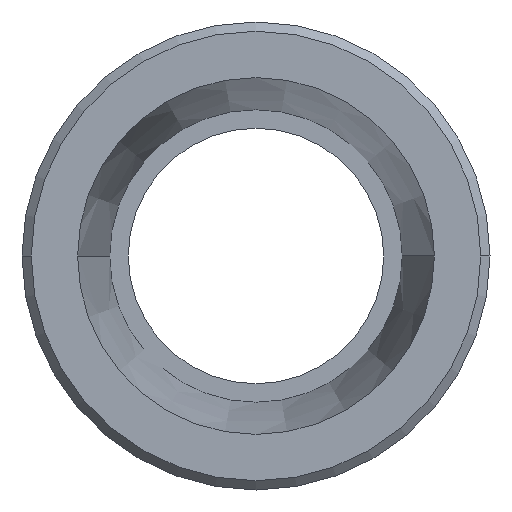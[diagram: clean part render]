
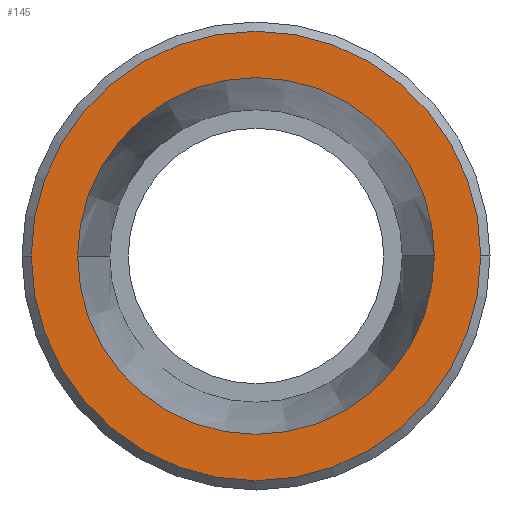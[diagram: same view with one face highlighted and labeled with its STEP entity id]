
A CAD part, left-side view. The second image highlights one B-rep face of the part: STEP entity #145.
In plain terms, the highlighted planar face has unit normal (-1, 0, 0).
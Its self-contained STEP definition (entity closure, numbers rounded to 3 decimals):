
#145 = ADVANCED_FACE( '', ( #351, #352 ), #353, .T. );
#169 = VERTEX_POINT( '', #379 );
#181 = EDGE_CURVE( '', #293, #291, #393, .T. );
#191 = EDGE_CURVE( '', #169, #245, #404, .T. );
#205 = EDGE_CURVE( '', #291, #293, #419, .T. );
#245 = VERTEX_POINT( '', #463 );
#265 = EDGE_CURVE( '', #245, #169, #487, .T. );
#291 = VERTEX_POINT( '', #518 );
#293 = VERTEX_POINT( '', #520 );
#351 = FACE_BOUND( '', #575, .T. );
#352 = FACE_OUTER_BOUND( '', #576, .T. );
#353 = PLANE( '', #577 );
#379 = CARTESIAN_POINT( '', ( -33., -19.208, 0. ) );
#393 = CIRCLE( '', #629, 15.25 );
#404 = CIRCLE( '', #645, 19.208 );
#419 = CIRCLE( '', #666, 15.25 );
#463 = CARTESIAN_POINT( '', ( -33., 19.208, 0. ) );
#487 = CIRCLE( '', #751, 19.208 );
#518 = CARTESIAN_POINT( '', ( -33., -15.25, 0. ) );
#520 = CARTESIAN_POINT( '', ( -33., 15.25, 0. ) );
#575 = EDGE_LOOP( '', ( #843, #844 ) );
#576 = EDGE_LOOP( '', ( #845, #846 ) );
#577 = AXIS2_PLACEMENT_3D( '', #847, #848, #849 );
#629 = AXIS2_PLACEMENT_3D( '', #896, #897, #898 );
#645 = AXIS2_PLACEMENT_3D( '', #909, #910, #911 );
#666 = AXIS2_PLACEMENT_3D( '', #930, #931, #932 );
#751 = AXIS2_PLACEMENT_3D( '', #1017, #1018, #1019 );
#843 = ORIENTED_EDGE( '', *, *, #181, .F. );
#844 = ORIENTED_EDGE( '', *, *, #205, .F. );
#845 = ORIENTED_EDGE( '', *, *, #265, .T. );
#846 = ORIENTED_EDGE( '', *, *, #191, .T. );
#847 = CARTESIAN_POINT( '', ( -33., 17.229, 0. ) );
#848 = DIRECTION( '', ( -1., 0., 0. ) );
#849 = DIRECTION( '', ( 0., 1., 0. ) );
#896 = CARTESIAN_POINT( '', ( -33., 0., 0. ) );
#897 = DIRECTION( '', ( -1., 0., 0. ) );
#898 = DIRECTION( '', ( 0., 1., 0. ) );
#909 = CARTESIAN_POINT( '', ( -33., 0., 0. ) );
#910 = DIRECTION( '', ( -1., 0., 0. ) );
#911 = DIRECTION( '', ( 0., 1., 0. ) );
#930 = CARTESIAN_POINT( '', ( -33., 0., 0. ) );
#931 = DIRECTION( '', ( -1., 0., 0. ) );
#932 = DIRECTION( '', ( 0., 1., 0. ) );
#1017 = CARTESIAN_POINT( '', ( -33., 0., 0. ) );
#1018 = DIRECTION( '', ( -1., 0., 0. ) );
#1019 = DIRECTION( '', ( 0., 1., 0. ) );
